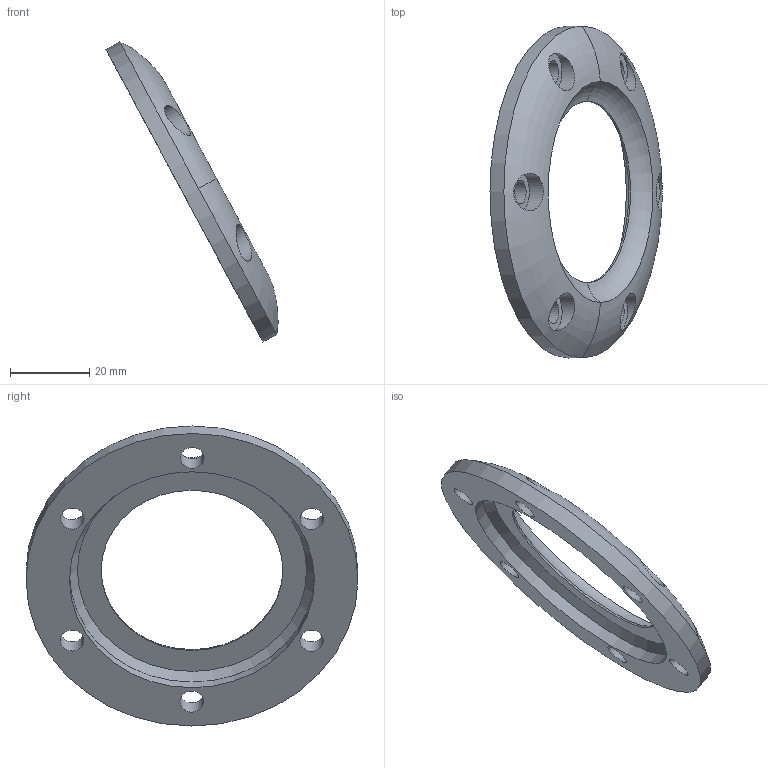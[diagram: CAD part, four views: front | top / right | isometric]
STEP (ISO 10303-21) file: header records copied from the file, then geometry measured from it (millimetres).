
FILE_DESCRIPTION(/* description */ (''),/* implementation_level */ '2;1');
FILE_NAME(/* name */ 'MANIFOLD_SOLID_BREP_497_.stp',/* time_stamp */ '2016-06-02T11:43:06+02:00',/* author */ (''),/* organization */ (''),/* preprocessor_version */ 'ST-DEVELOPER v16.5',/* originating_system */ 'Autodesk Translation Framework v5.0.0.3310',/* authorisation */ '');
FILE_SCHEMA (('AUTOMOTIVE_DESIGN { 1 0 10303 214 3 1 1 }'));
Length unit declared in the file: centimetre
Products named in the file (1): MANIFOLD_SOLID_BREP_497_
Bounding box: 43.53 x 84 x 75.92 mm (x, y, z)
Volume: 19423.4 mm3; surface area: 10790.9 mm2
Topology: 1 solids, 1 shells, 28 faces, 62 edges, 42 vertices
Faces by surface type: cylinder 15, plane 8, torus 4, cone 1
Full cylindrical faces by diameter (mm): 6 x6, 9.5 x6, 46 x1, 62 x1, 84 x1
Entity records: 926 total; most frequent: CARTESIAN_POINT 337, DIRECTION 124, ORIENTED_EDGE 78, EDGE_LOOP 64, AXIS2_PLACEMENT_3D 62, EDGE_CURVE 39, FACE_BOUND 36, VERTEX_POINT 35
